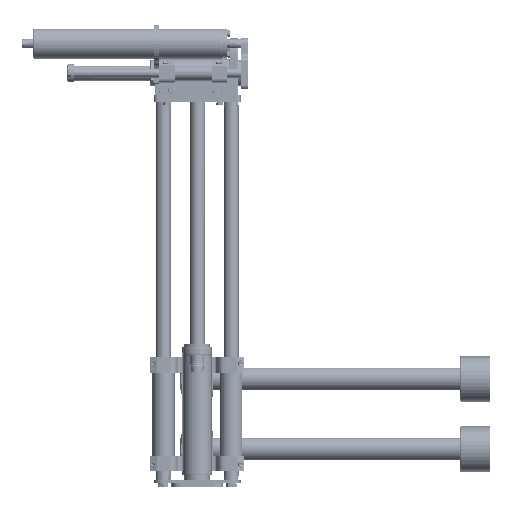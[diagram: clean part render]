
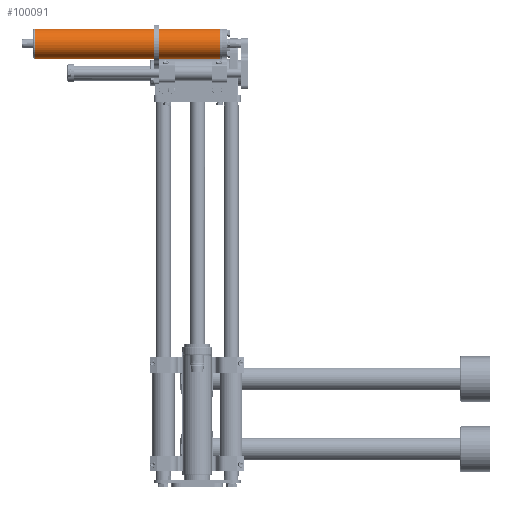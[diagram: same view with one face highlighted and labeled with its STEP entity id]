
A CAD part, left-side view. The second image highlights one B-rep face of the part: STEP entity #100091.
In plain terms, the highlighted cylindrical face has radius 20 mm (diameter 40 mm), a full revolution.
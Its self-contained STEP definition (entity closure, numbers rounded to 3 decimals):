
#2919 = EDGE_LOOP ( 'NONE', ( #32948 ) ) ;
#2932 = CIRCLE ( 'NONE', #84030, 20. ) ;
#3022 = DIRECTION ( 'NONE',  ( 0., 0., -1. ) ) ;
#12848 = CARTESIAN_POINT ( 'NONE',  ( 0., 2., -20. ) ) ;
#18088 = CIRCLE ( 'NONE', #41223, 20. ) ;
#23092 = DIRECTION ( 'NONE',  ( 0., 0., -1. ) ) ;
#25362 = AXIS2_PLACEMENT_3D ( 'NONE', #65236, #73005, #97391 ) ;
#25522 = VERTEX_POINT ( 'NONE', #40529 ) ;
#26882 = VERTEX_POINT ( 'NONE', #12848 ) ;
#32948 = ORIENTED_EDGE ( 'NONE', *, *, #36621, .F. ) ;
#34339 = ORIENTED_EDGE ( 'NONE', *, *, #89337, .T. ) ;
#36621 = EDGE_CURVE ( 'NONE', #26882, #26882, #18088, .T. ) ;
#40529 = CARTESIAN_POINT ( 'NONE',  ( 0., 248., -20. ) ) ;
#41223 = AXIS2_PLACEMENT_3D ( 'NONE', #41837, #96326, #3022 ) ;
#41837 = CARTESIAN_POINT ( 'NONE',  ( 0., 2., 0. ) ) ;
#55919 = FACE_OUTER_BOUND ( 'NONE', #2919, .T. ) ;
#56441 = FACE_OUTER_BOUND ( 'NONE', #64579, .T. ) ;
#63709 = CYLINDRICAL_SURFACE ( 'NONE', #25362, 20. ) ;
#64579 = EDGE_LOOP ( 'NONE', ( #34339 ) ) ;
#65236 = CARTESIAN_POINT ( 'NONE',  ( 0., -0.6, 0. ) ) ;
#73005 = DIRECTION ( 'NONE',  ( 0., -1., 0. ) ) ;
#84030 = AXIS2_PLACEMENT_3D ( 'NONE', #87360, #101855, #23092 ) ;
#87360 = CARTESIAN_POINT ( 'NONE',  ( 0., 248., 0. ) ) ;
#89337 = EDGE_CURVE ( 'NONE', #25522, #25522, #2932, .T. ) ;
#96326 = DIRECTION ( 'NONE',  ( 0., -1., 0. ) ) ;
#97391 = DIRECTION ( 'NONE',  ( 0., 0., -1. ) ) ;
#100091 = ADVANCED_FACE ( 'NONE', ( #56441, #55919 ), #63709, .T. ) ;
#101855 = DIRECTION ( 'NONE',  ( 0., -1., 0. ) ) ;
